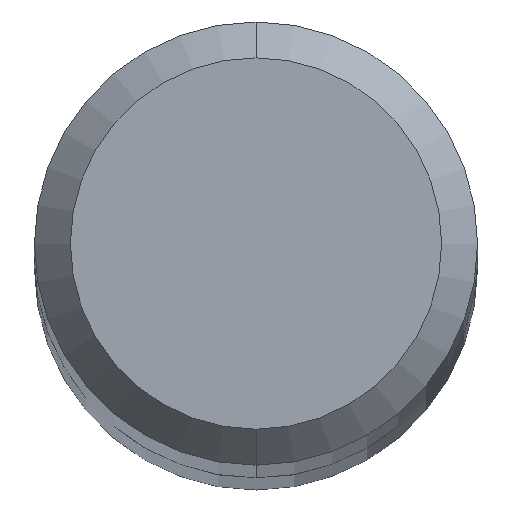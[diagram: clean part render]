
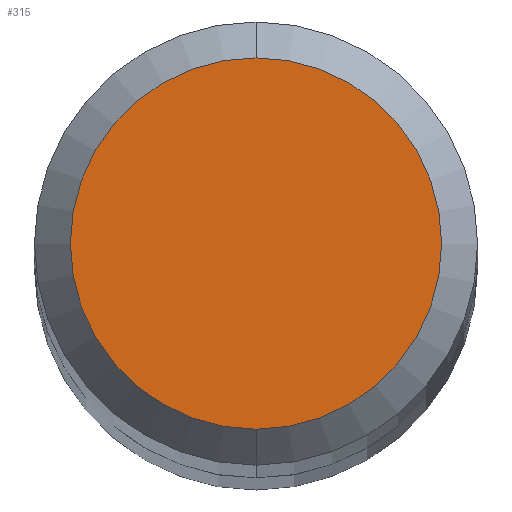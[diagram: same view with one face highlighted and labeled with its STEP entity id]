
A CAD part, top view. The second image highlights one B-rep face of the part: STEP entity #315.
In plain terms, the highlighted planar face has unit normal (0, 0, 1).
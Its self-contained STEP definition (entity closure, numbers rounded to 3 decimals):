
#201=VERTEX_POINT('',#480);
#225=VERTEX_POINT('',#509);
#259=EDGE_CURVE('',#225,#201,#545,.T.);
#305=EDGE_CURVE('',#201,#225,#594,.T.);
#315=ADVANCED_FACE('',(#606),#607,.T.);
#480=CARTESIAN_POINT('',(0.0,1.55,0.0));
#509=CARTESIAN_POINT('',(0.,-1.55,0.0));
#545=CIRCLE('',#993,1.55);
#594=CIRCLE('',#1119,1.55);
#606=FACE_OUTER_BOUND('',#1131,.T.);
#607=PLANE('',#1132);
#993=AXIS2_PLACEMENT_3D('',#1436,#1437,#1438);
#1119=AXIS2_PLACEMENT_3D('',#1485,#1486,#1487);
#1131=EDGE_LOOP('',(#1505,#1506));
#1132=AXIS2_PLACEMENT_3D('',#1507,#1508,#1509);
#1436=CARTESIAN_POINT('',(0.0,0.0,0.0));
#1437=DIRECTION('',(0.0,0.0,-1.0));
#1438=DIRECTION('',(0.0,1.0,0.0));
#1485=CARTESIAN_POINT('',(0.0,0.0,0.0));
#1486=DIRECTION('',(0.0,0.0,-1.0));
#1487=DIRECTION('',(0.0,1.0,0.0));
#1505=ORIENTED_EDGE('',*,*,#305,.F.);
#1506=ORIENTED_EDGE('',*,*,#259,.F.);
#1507=CARTESIAN_POINT('',(0.0,0.775,0.0));
#1508=DIRECTION('',(-0.0,0.0,1.0));
#1509=DIRECTION('',(0.0,-1.0,0.0));
